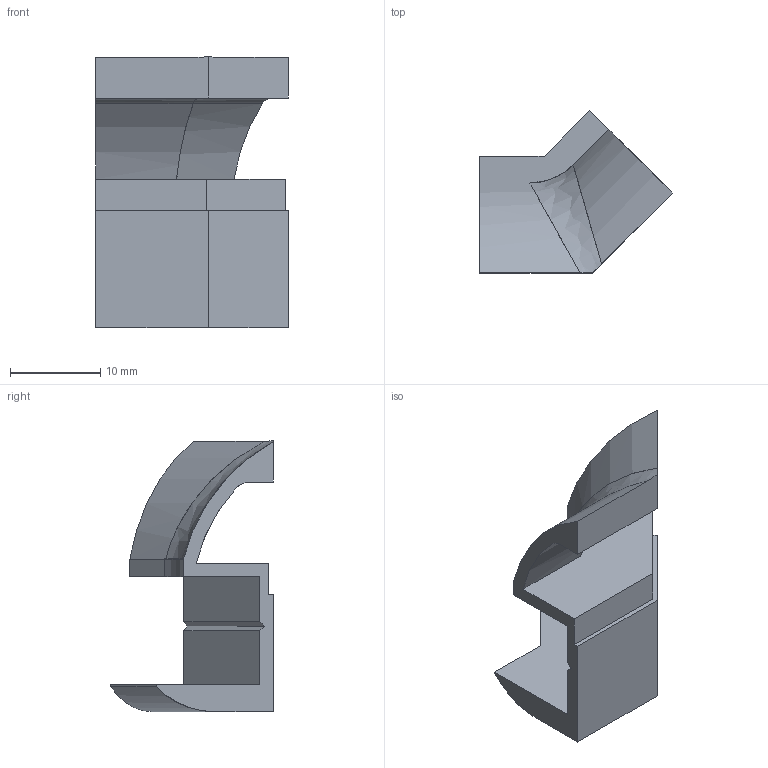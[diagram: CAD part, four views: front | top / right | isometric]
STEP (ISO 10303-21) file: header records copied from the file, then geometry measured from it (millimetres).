
FILE_DESCRIPTION(('STEP AP203'),'2;1');
FILE_NAME('XF36118G.stp','2011-02-02T12:46:00',(''),(''),'2009.3.110','THINKDESIGN','');
FILE_SCHEMA(('CONFIG_CONTROL_DESIGN'));
Length unit declared in the file: millimetre
Bounding box: 21.42 x 18.06 x 30.13 mm (x, y, z)
Surface area: 2518.4 mm2 (no closed solid volume)
Topology: 0 solids, 0 shells, 37 faces, 203 edges, 200 vertices
Faces by surface type: plane 26, cylinder 9, bspline 2
Entity records: 1932 total; most frequent: CARTESIAN_POINT 637, DIRECTION 281, COMPOSITE_CURVE_SEGMENT 200, TRIMMED_CURVE 186, VECTOR 161, LINE 161, AXIS2_PLACEMENT_3D 60, OUTER_BOUNDARY_CURVE 37
